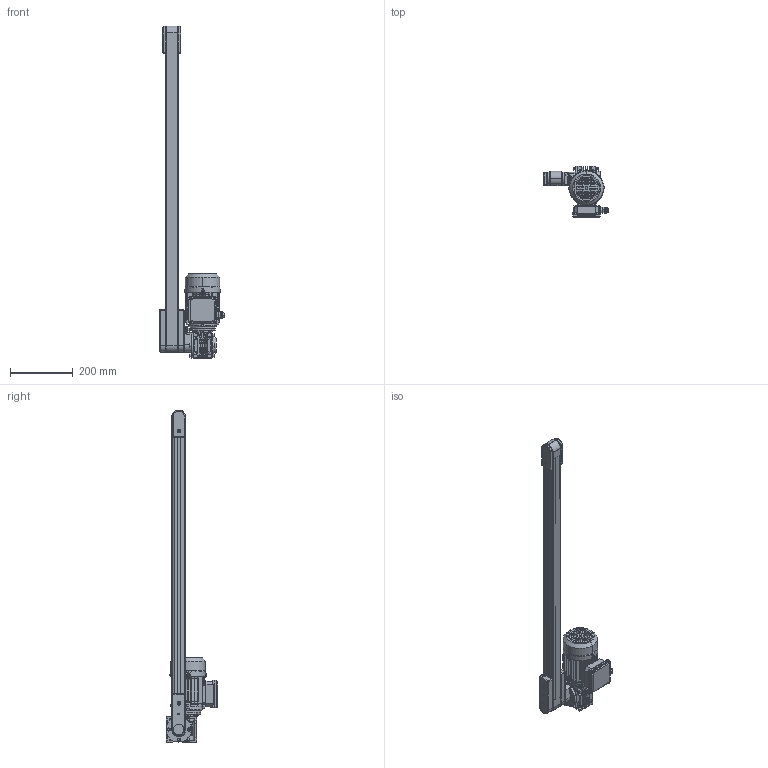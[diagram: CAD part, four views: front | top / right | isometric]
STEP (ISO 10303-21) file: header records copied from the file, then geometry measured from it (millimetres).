
FILE_DESCRIPTION (( 'STEP AP214' ), '1' );
FILE_NAME ('C4E0401M020000 - Convoyeur 40 - 40x1000.STEP', '2024-09-30T12:48:51', ( '' ), ( '' ), 'SwSTEP 2.0', 'SolidWorks 2021', '' );
FILE_SCHEMA (( 'AUTOMOTIVE_DESIGN' ));
Length unit declared in the file: millimetre
Products named in the file (1): C4E0401M020000 - Convoyeur 40 - 40x1000
Bounding box: 206.64 x 165 x 1062.3 mm (x, y, z)
Volume: 1948607.6 mm3; surface area: 1114355.3 mm2
Topology: 46 solids, 53 shells, 3818 faces, 10189 edges, 6600 vertices
Faces by surface type: plane 2365, cylinder 1073, cone 277, bspline 76, torus 19, sphere 8
Entity records: 165073 total; most frequent: CARTESIAN_POINT 27301, ORIENTED_EDGE 20290, DIRECTION 19277, EDGE_CURVE 10145, VERTEX_POINT 6600, AXIS2_PLACEMENT_3D 6432, LINE 6413, VECTOR 6413
